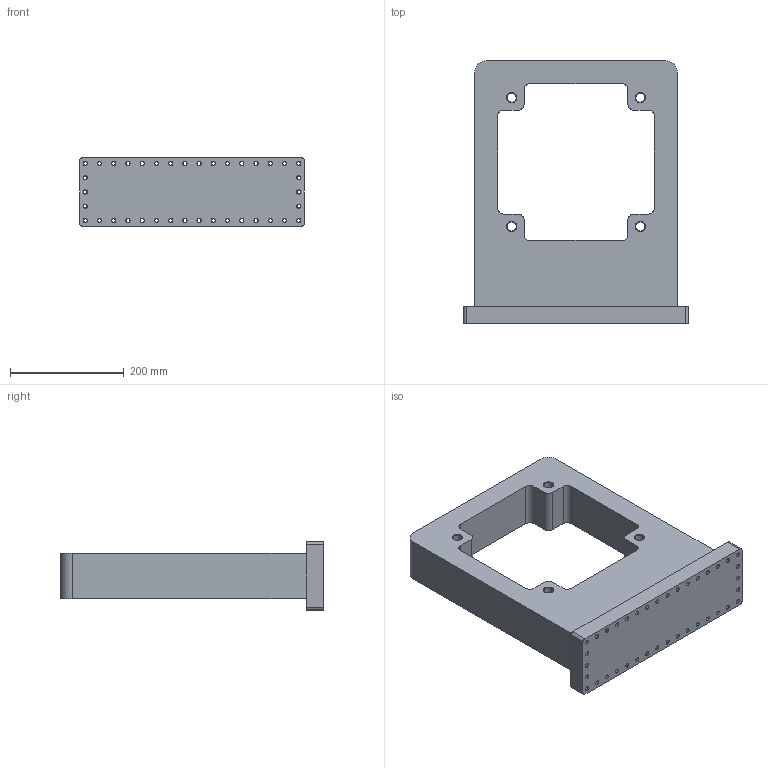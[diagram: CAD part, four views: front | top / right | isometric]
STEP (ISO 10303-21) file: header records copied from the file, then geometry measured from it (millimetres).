
FILE_DESCRIPTION (( 'STEP AP214' ), '1' );
FILE_NAME ('bracket-holder-tall.STEP', '2018-01-30T14:20:05', ( '' ), ( '' ), 'SwSTEP 2.0', 'SolidWorks 2017', '' );
FILE_SCHEMA (( 'AUTOMOTIVE_DESIGN' ));
Length unit declared in the file: millimetre
Products named in the file (1): bracket-holder-tall
Bounding box: 395 x 461 x 120 mm (x, y, z)
Volume: 8220518.3 mm3; surface area: 484094.6 mm2
Topology: 1 solids, 1 shells, 291 faces, 774 edges, 486 vertices
Faces by surface type: torus 150, cylinder 102, plane 23, cone 16
Entity records: 9530 total; most frequent: DIRECTION 1954, CARTESIAN_POINT 1552, ORIENTED_EDGE 1548, AXIS2_PLACEMENT_3D 888, EDGE_CURVE 774, CIRCLE 596, VERTEX_POINT 486, EDGE_LOOP 378
